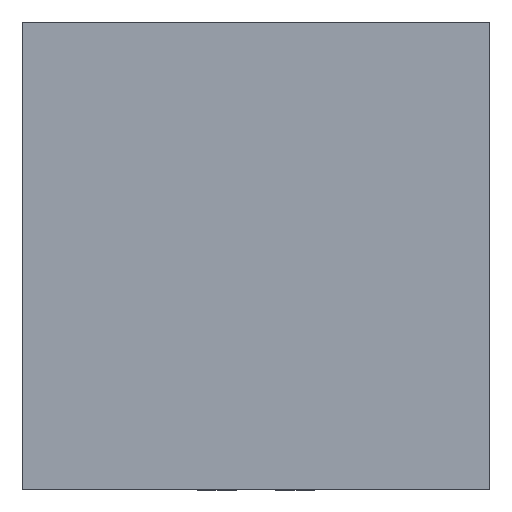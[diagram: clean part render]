
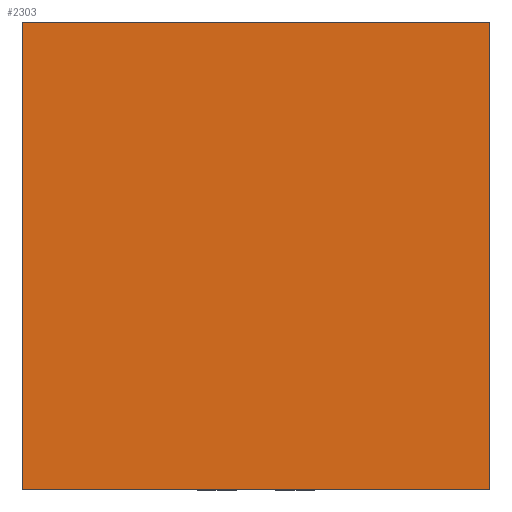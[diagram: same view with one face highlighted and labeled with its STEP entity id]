
A CAD part, top view. The second image highlights one B-rep face of the part: STEP entity #2303.
In plain terms, the highlighted face is planar.
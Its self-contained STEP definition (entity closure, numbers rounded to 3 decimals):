
#818=DIRECTION('',(0.,0.,1.));
#819=VECTOR('',#818,3.);
#820=CARTESIAN_POINT('',(-1.5,0.775,-1.5));
#821=LINE('',#820,#819);
#825=DIRECTION('',(-1.,0.,0.));
#826=VECTOR('',#825,3.);
#827=CARTESIAN_POINT('',(1.5,0.775,-1.5));
#828=LINE('',#827,#826);
#832=DIRECTION('',(0.,0.,-1.));
#833=VECTOR('',#832,3.);
#834=CARTESIAN_POINT('',(1.5,0.775,1.5));
#835=LINE('',#834,#833);
#839=DIRECTION('',(1.,0.,0.));
#840=VECTOR('',#839,3.);
#841=CARTESIAN_POINT('',(-1.5,0.775,1.5));
#842=LINE('',#841,#840);
#1668=CARTESIAN_POINT('',(-1.5,0.775,-1.5));
#1669=CARTESIAN_POINT('',(-1.5,0.775,1.5));
#1670=VERTEX_POINT('',#1668);
#1671=VERTEX_POINT('',#1669);
#1672=CARTESIAN_POINT('',(1.5,0.775,1.5));
#1673=VERTEX_POINT('',#1672);
#1674=CARTESIAN_POINT('',(1.5,0.775,-1.5));
#1675=VERTEX_POINT('',#1674);
#2292=CARTESIAN_POINT('',(0.,0.775,0.));
#2293=DIRECTION('',(0.,1.,0.));
#2294=DIRECTION('',(1.,0.,0.));
#2295=AXIS2_PLACEMENT_3D('',#2292,#2293,#2294);
#2296=PLANE('',#2295);
#2297=ORIENTED_EDGE('',*,*,#2146,.F.);
#2298=ORIENTED_EDGE('',*,*,#2196,.F.);
#2299=ORIENTED_EDGE('',*,*,#2224,.F.);
#2300=ORIENTED_EDGE('',*,*,#2272,.F.);
#2301=EDGE_LOOP('',(#2297,#2298,#2299,#2300));
#2302=FACE_OUTER_BOUND('',#2301,.F.);
#2146=EDGE_CURVE('',#1670,#1671,#821,.T.);
#2196=EDGE_CURVE('',#1675,#1670,#828,.T.);
#2224=EDGE_CURVE('',#1673,#1675,#835,.T.);
#2272=EDGE_CURVE('',#1671,#1673,#842,.T.);
#2303=ADVANCED_FACE('',(#2302),#2296,.T.);
